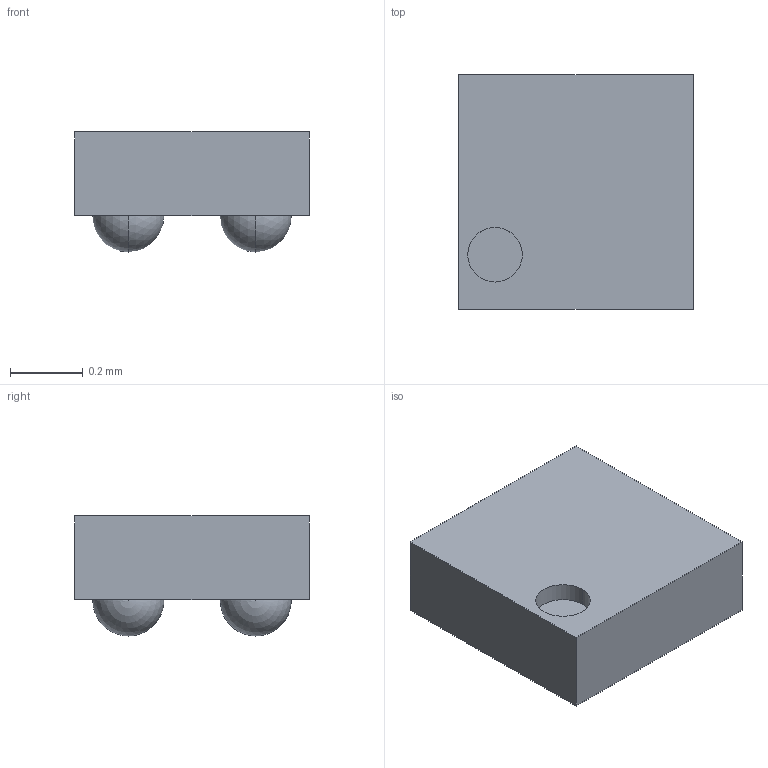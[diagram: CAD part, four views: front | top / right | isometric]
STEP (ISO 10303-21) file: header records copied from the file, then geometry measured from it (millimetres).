
FILE_DESCRIPTION (( 'STEP AP214' ), '1' );
FILE_NAME ('WCSP4F.STEP', '2018-02-06T05:08:03', ( 'admin' ), ( 'Microsoft' ), 'SwSTEP 2.0', 'SolidWorks 2015', '' );
FILE_SCHEMA (( 'AUTOMOTIVE_DESIGN' ));
Length unit declared in the file: millimetre
Products named in the file (1): WCSP4F
Bounding box: 0.65 x 0.65 x 0.33 mm (x, y, z)
Volume: 0.1 mm3; surface area: 1.9 mm2
Topology: 5 solids, 5 shells, 33 faces, 78 edges, 52 vertices
Faces by surface type: plane 15, cylinder 10, sphere 8
Entity records: 989 total; most frequent: DIRECTION 162, CARTESIAN_POINT 132, ORIENTED_EDGE 116, AXIS2_PLACEMENT_3D 70, EDGE_CURVE 58, VERTEX_POINT 40, EDGE_LOOP 38, CIRCLE 36
